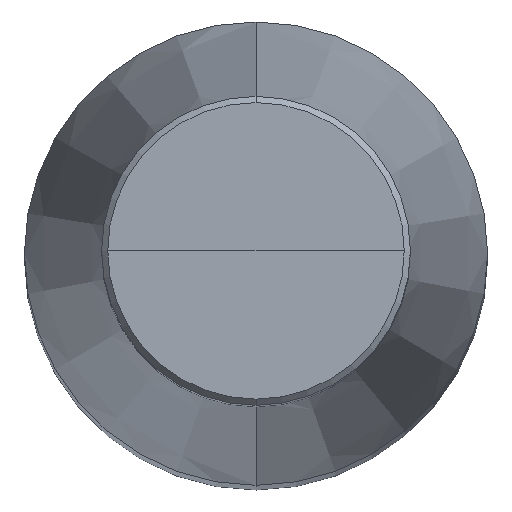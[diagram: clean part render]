
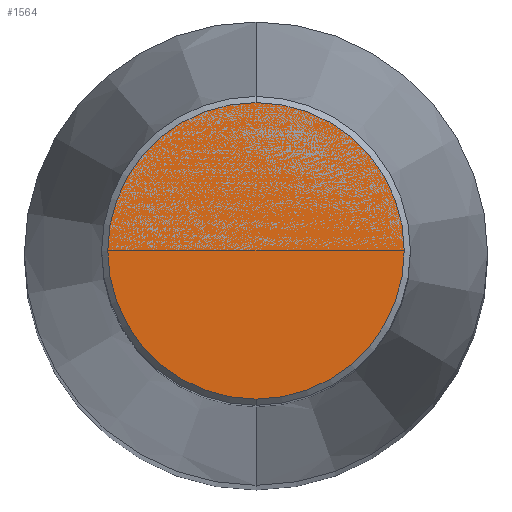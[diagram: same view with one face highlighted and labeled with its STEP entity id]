
A CAD part, top view. The second image highlights one B-rep face of the part: STEP entity #1564.
In plain terms, the highlighted planar face has unit normal (0, 0, 1).
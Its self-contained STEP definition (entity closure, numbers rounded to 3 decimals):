
#1465=CARTESIAN_POINT('',(0.,0.,57.));
#1466=DIRECTION('',(0.,0.,-1.));
#1467=DIRECTION('',(0.,-1.,0.));
#1468=AXIS2_PLACEMENT_3D('',#1465,#1466,#1467);
#1473=CARTESIAN_POINT('',(0.,0.,57.));
#1474=DIRECTION('',(0.,0.,-1.));
#1475=DIRECTION('',(0.,1.,0.));
#1476=AXIS2_PLACEMENT_3D('',#1473,#1474,#1475);
#1549=CARTESIAN_POINT('',(0.,-1.92,57.));
#1550=CARTESIAN_POINT('',(0.,1.92,57.));
#1551=VERTEX_POINT('',#1549);
#1552=VERTEX_POINT('',#1550);
#1553=CARTESIAN_POINT('',(0.,0.,57.));
#1554=DIRECTION('',(0.,0.,1.));
#1555=DIRECTION('',(0.,-1.,0.));
#1556=AXIS2_PLACEMENT_3D('',#1553,#1554,#1555);
#1557=PLANE('',#1556);
#1559=ORIENTED_EDGE('',*,*,#1558,.T.);
#1561=ORIENTED_EDGE('',*,*,#1560,.T.);
#1562=EDGE_LOOP('',(#1559,#1561));
#1563=FACE_OUTER_BOUND('',#1562,.F.);
#1469=CIRCLE('',#1468,1.92);
#1477=CIRCLE('',#1476,1.92);
#1558=EDGE_CURVE('',#1551,#1552,#1469,.T.);
#1560=EDGE_CURVE('',#1552,#1551,#1477,.T.);
#1564=ADVANCED_FACE('',(#1563),#1557,.T.);
